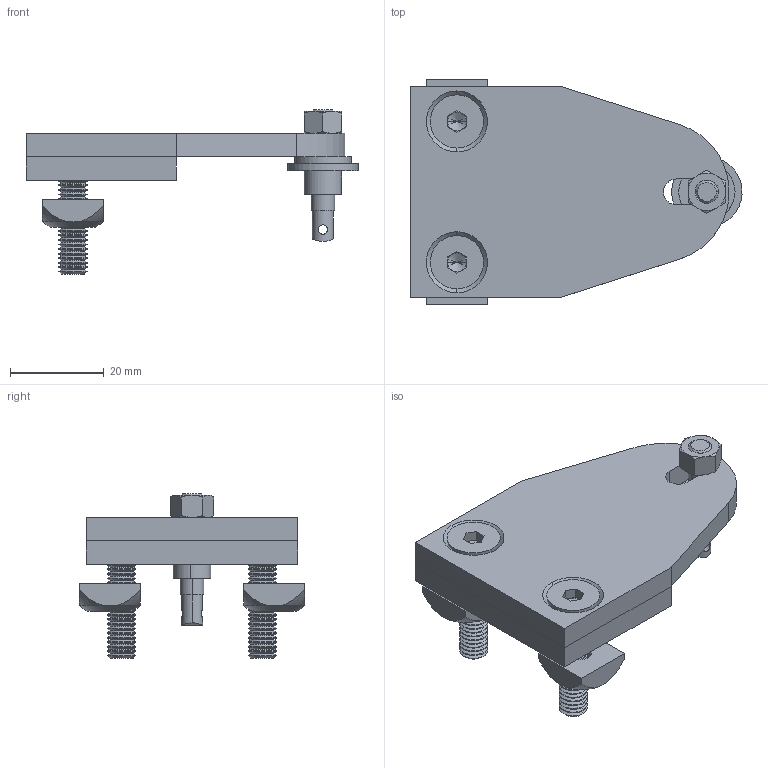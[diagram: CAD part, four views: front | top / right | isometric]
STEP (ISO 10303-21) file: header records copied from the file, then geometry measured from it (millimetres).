
FILE_DESCRIPTION (( 'STEP AP203' ), '1' );
FILE_NAME ('084.521.008.STEP', '2016-12-05T11:10:46', ( 'Localadmin' ), ( 'Microsoft' ), 'SwSTEP 2.0', 'SolidWorks 2016', '' );
FILE_SCHEMA (( 'CONFIG_CONTROL_DESIGN' ));
Length unit declared in the file: millimetre
Products named in the file (8): 084.521.104; Hexagon Nut ISO - 4032 - M5 - D - S_Hexagon Nut ISO - 4032 - M5 - D - S; ISO 10642 - M6 x 30 --- 30S_ISO 10642 - M6 x 30 --- 30S; 084.302.000 DADI ALUSIC 13x13-1_084.302.003; 084.521.110; 084.521.008; 084.521.108; 084.521.105
Assembly tree (9 placements, depth 2):
  084.521.008
    084.521.110
    084.521.108
    084.521.105
    084.521.104
    Hexagon Nut ISO - 4032 - M5 - D - S_Hexagon Nut ISO - 4032 - M5 - D - S
    ISO 10642 - M6 x 30 --- 30S_ISO 10642 - M6 x 30 --- 30S  x2
    084.302.000 DADI ALUSIC 13x13-1_084.302.003  x2
Bounding box: 70.74 x 48 x 35 mm (x, y, z)
Volume: 23516.9 mm3; surface area: 14806.8 mm2
Topology: 9 solids, 9 shells, 486 faces, 1206 edges, 740 vertices
Faces by surface type: cone 254, cylinder 150, plane 70, torus 12
Entity records: 10034 total; most frequent: CARTESIAN_POINT 1835, DIRECTION 1692, ORIENTED_EDGE 1456, EDGE_CURVE 728, AXIS2_PLACEMENT_3D 694, VERTEX_POINT 445, CIRCLE 380, EDGE_LOOP 325
